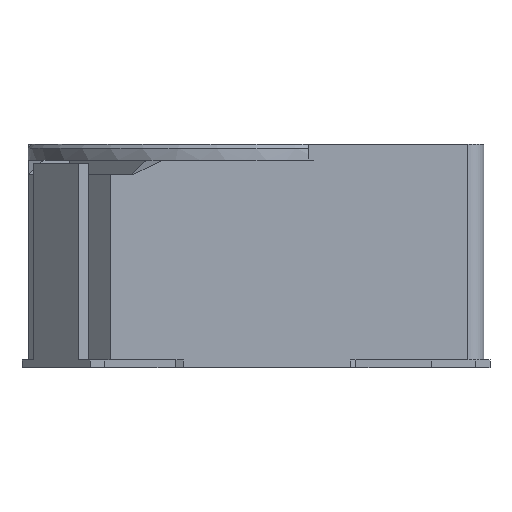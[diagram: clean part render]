
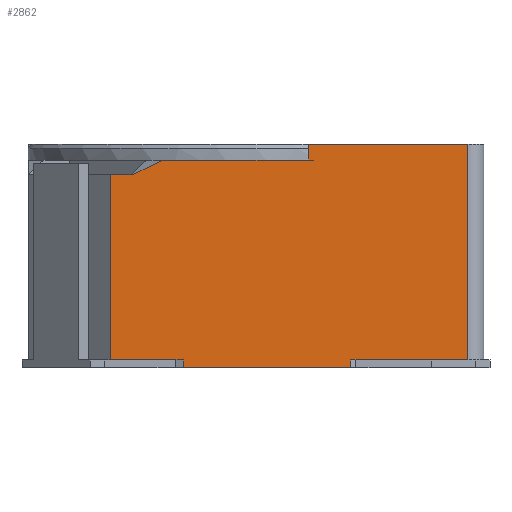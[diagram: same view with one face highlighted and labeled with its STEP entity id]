
A CAD part, left-side view. The second image highlights one B-rep face of the part: STEP entity #2862.
In plain terms, the highlighted planar face has unit normal (-1, 0, 0).
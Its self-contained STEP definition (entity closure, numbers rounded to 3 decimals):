
#669=ORIENTED_EDGE('',*,*,#748,.F.);
#670=ORIENTED_EDGE('',*,*,#987,.F.);
#671=ORIENTED_EDGE('',*,*,#984,.T.);
#672=ORIENTED_EDGE('',*,*,#983,.F.);
#673=ORIENTED_EDGE('',*,*,#981,.T.);
#674=ORIENTED_EDGE('',*,*,#978,.T.);
#675=ORIENTED_EDGE('',*,*,#976,.T.);
#676=ORIENTED_EDGE('',*,*,#974,.T.);
#677=ORIENTED_EDGE('',*,*,#972,.F.);
#678=ORIENTED_EDGE('',*,*,#970,.T.);
#679=ORIENTED_EDGE('',*,*,#969,.F.);
#680=ORIENTED_EDGE('',*,*,#761,.F.);
#681=ORIENTED_EDGE('',*,*,#994,.F.);
#682=ORIENTED_EDGE('',*,*,#995,.F.);
#683=ORIENTED_EDGE('',*,*,#757,.F.);
#748=EDGE_CURVE('',#1037,#1038,#1224,.T.);
#757=EDGE_CURVE('',#1038,#1043,#1233,.T.);
#761=EDGE_CURVE('',#1046,#1045,#1236,.T.);
#969=EDGE_CURVE('',#1045,#1176,#1384,.T.);
#970=EDGE_CURVE('',#1177,#1176,#1385,.T.);
#972=EDGE_CURVE('',#1177,#1178,#1386,.T.);
#974=EDGE_CURVE('',#1179,#1178,#1387,.F.);
#976=EDGE_CURVE('',#1180,#1179,#1388,.T.);
#978=EDGE_CURVE('',#1181,#1180,#1390,.T.);
#981=EDGE_CURVE('',#1182,#1181,#1393,.T.);
#983=EDGE_CURVE('',#1182,#1183,#1395,.T.);
#984=EDGE_CURVE('',#1184,#1183,#1396,.T.);
#987=EDGE_CURVE('',#1184,#1037,#1399,.T.);
#994=EDGE_CURVE('',#1186,#1046,#1404,.T.);
#995=EDGE_CURVE('',#1043,#1186,#1405,.T.);
#1037=VERTEX_POINT('',#3626);
#1038=VERTEX_POINT('',#3628);
#1043=VERTEX_POINT('',#3644);
#1045=VERTEX_POINT('',#3652);
#1046=VERTEX_POINT('',#3653);
#1176=VERTEX_POINT('',#4571);
#1177=VERTEX_POINT('',#4576);
#1178=VERTEX_POINT('',#4580);
#1179=VERTEX_POINT('',#4584);
#1180=VERTEX_POINT('',#4588);
#1181=VERTEX_POINT('',#4592);
#1182=VERTEX_POINT('',#4596);
#1183=VERTEX_POINT('',#4600);
#1184=VERTEX_POINT('',#4604);
#1186=VERTEX_POINT('',#4622);
#1224=LINE('',#3627,#1445);
#1233=LINE('',#3645,#1454);
#1236=LINE('',#3654,#1457);
#1384=LINE('',#4573,#1605);
#1385=LINE('',#4575,#1606);
#1386=LINE('',#4579,#1607);
#1387=LINE('',#4583,#1608);
#1388=LINE('',#4587,#1609);
#1390=LINE('',#4591,#1611);
#1393=LINE('',#4597,#1614);
#1395=LINE('',#4601,#1616);
#1396=LINE('',#4603,#1617);
#1399=LINE('',#4608,#1620);
#1404=LINE('',#4621,#1625);
#1405=LINE('',#4623,#1626);
#1445=VECTOR('',#3088,1000.);
#1454=VECTOR('',#3103,1000.);
#1457=VECTOR('',#3112,1000.);
#1605=VECTOR('',#3462,1000.);
#1606=VECTOR('',#3465,1000.);
#1607=VECTOR('',#3470,1000.);
#1608=VECTOR('',#3475,1000.);
#1609=VECTOR('',#3480,1000.);
#1611=VECTOR('',#3484,1000.);
#1614=VECTOR('',#3489,1000.);
#1616=VECTOR('',#3493,1000.);
#1617=VECTOR('',#3496,1000.);
#1620=VECTOR('',#3501,1000.);
#1625=VECTOR('',#3520,1000.);
#1626=VECTOR('',#3521,1000.);
#1745=EDGE_LOOP('',(#669,#670,#671,#672,#673,#674,#675,#676,#677,#678,#679,
#680,#681,#682,#683));
#1867=FACE_BOUND('',#1745,.T.);
#1954=PLANE('',#3013);
#2862=ADVANCED_FACE('',(#1867),#1954,.F.);
#3013=AXIS2_PLACEMENT_3D('',#4620,#3518,#3519);
#3088=DIRECTION('',(0.,-1.,0.));
#3103=DIRECTION('',(0.,0.,-1.));
#3112=DIRECTION('',(0.,-1.,0.));
#3462=DIRECTION('',(0.,-1.,0.));
#3465=DIRECTION('',(0.,0.,-1.));
#3470=DIRECTION('',(0.,-1.,0.));
#3475=DIRECTION('',(0.,0.,-1.));
#3480=DIRECTION('',(0.,-1.,0.));
#3484=DIRECTION('',(0.,0.,1.));
#3489=DIRECTION('',(0.,-1.,0.));
#3493=DIRECTION('',(0.,0.,1.));
#3496=DIRECTION('',(0.,-1.,0.));
#3501=DIRECTION('',(0.,0.,1.));
#3518=DIRECTION('',(1.,0.,0.));
#3519=DIRECTION('',(0.,1.,0.));
#3520=DIRECTION('',(0.,-1.,0.));
#3521=DIRECTION('',(0.,-0.898,0.44));
#3626=CARTESIAN_POINT('',(-2.824,1.823,2.72));
#3627=CARTESIAN_POINT('',(-2.824,1.797,2.72));
#3628=CARTESIAN_POINT('',(-2.824,1.541,2.72));
#3644=CARTESIAN_POINT('',(-2.824,1.541,2.718));
#3645=CARTESIAN_POINT('',(-2.824,1.541,2.62));
#3652=CARTESIAN_POINT('',(-2.824,-0.381,2.9));
#3653=CARTESIAN_POINT('',(-2.824,0.381,2.9));
#3654=CARTESIAN_POINT('',(-2.824,2.85,2.9));
#4571=CARTESIAN_POINT('',(-2.824,-0.658,2.9));
#4573=CARTESIAN_POINT('',(-2.824,2.85,2.9));
#4575=CARTESIAN_POINT('',(-2.824,-0.658,3.1));
#4576=CARTESIAN_POINT('',(-2.824,-0.658,3.1));
#4579=CARTESIAN_POINT('',(-2.824,-0.536,3.1));
#4580=CARTESIAN_POINT('',(-2.824,-2.65,3.1));
#4583=CARTESIAN_POINT('',(-2.824,-2.65,3.));
#4584=CARTESIAN_POINT('',(-2.824,-2.65,0.4));
#4587=CARTESIAN_POINT('',(-2.824,2.85,0.4));
#4588=CARTESIAN_POINT('',(-2.824,-1.188,0.4));
#4591=CARTESIAN_POINT('',(-2.824,-1.188,0.3));
#4592=CARTESIAN_POINT('',(-2.824,-1.188,0.3));
#4596=CARTESIAN_POINT('',(-2.824,0.912,0.3));
#4597=CARTESIAN_POINT('',(-2.824,0.912,0.3));
#4600=CARTESIAN_POINT('',(-2.824,0.912,0.4));
#4601=CARTESIAN_POINT('',(-2.824,0.912,0.3));
#4603=CARTESIAN_POINT('',(-2.824,2.85,0.4));
#4604=CARTESIAN_POINT('',(-2.824,1.823,0.4));
#4608=CARTESIAN_POINT('',(-2.824,1.823,0.4));
#4620=CARTESIAN_POINT('',(-2.824,2.85,3.));
#4621=CARTESIAN_POINT('',(-2.824,2.85,2.9));
#4622=CARTESIAN_POINT('',(-2.824,1.17,2.9));
#4623=CARTESIAN_POINT('',(-2.824,1.354,2.81));
